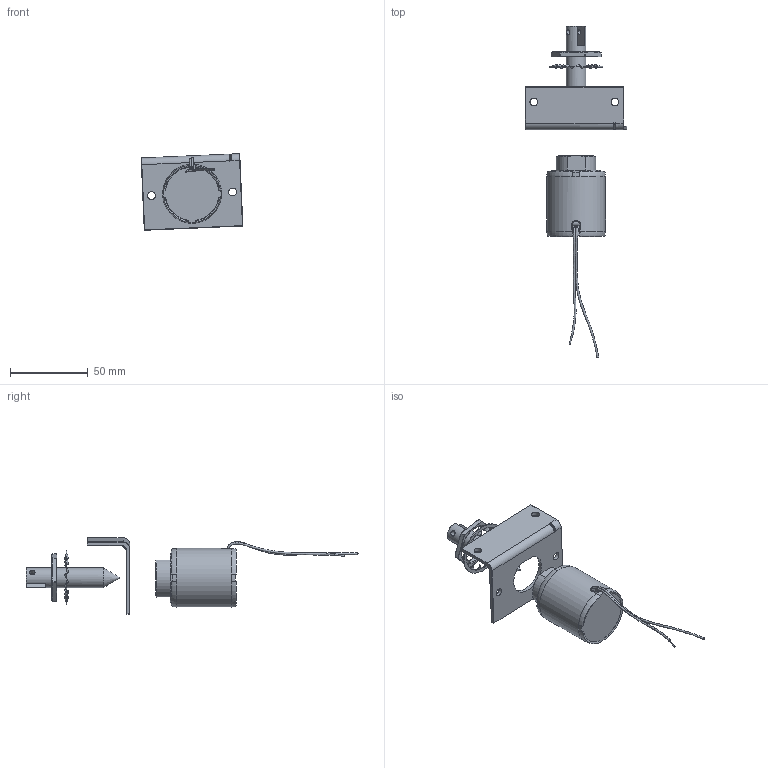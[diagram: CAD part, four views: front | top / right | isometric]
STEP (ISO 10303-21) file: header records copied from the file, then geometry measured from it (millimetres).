
FILE_DESCRIPTION(/* description */ (''),/* implementation_level */ '2;1');
FILE_NAME(/* name */ 'solenoid.stp',/* time_stamp */ '2013-07-22T17:14:07-04:00',/* author */ ('Saville'),/* organization */ (''),/* preprocessor_version */ 'ST-DEVELOPER v15.2',/* originating_system */ 'Autodesk Inventor 2014',/* authorisation */ '');
FILE_SCHEMA (('AUTOMOTIVE_DESIGN { 1 0 10303 214 3 1 1 }'));
Length unit declared in the file: inch
Products named in the file (6): solenoid body; solenoid nut; washer; bracket; solenoid pin; solenoid
Bounding box: 65.45 x 213.57 x 49.27 mm (x, y, z)
Volume: 37940.8 mm3; surface area: 34227.5 mm2
Topology: 19 solids, 21 shells, 485 faces, 1173 edges, 744 vertices
Faces by surface type: plane 162, bspline 146, cylinder 101, torus 55, cone 20, sphere 1
Full cylindrical faces by diameter (mm): 0.766 x1, 1.232 x2, 3.302 x2, 5.08 x4, 5.537 x1, 6.223 x1, 12.662 x1, 13.005 x1, 14.63 x3, 25.4 x1, 31.071 x2, 31.75 x1, 34.62 x1, 35.522 x1, 37.91 x1
Entity records: 18630 total; most frequent: CARTESIAN_POINT 8158, ORIENTED_EDGE 2234, DIRECTION 1924, EDGE_CURVE 1106, AXIS2_PLACEMENT_3D 776, VERTEX_POINT 685, EDGE_LOOP 546, ADVANCED_FACE 485
